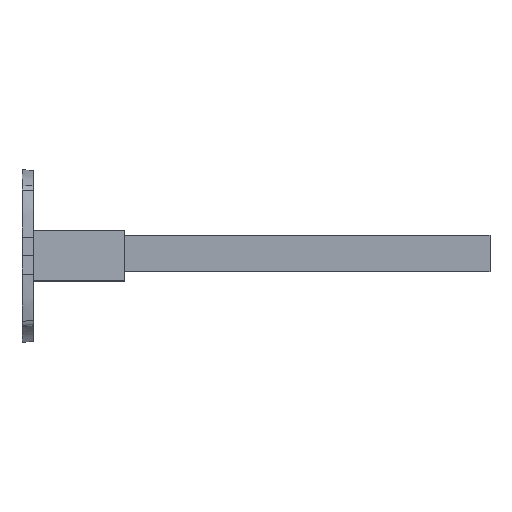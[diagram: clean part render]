
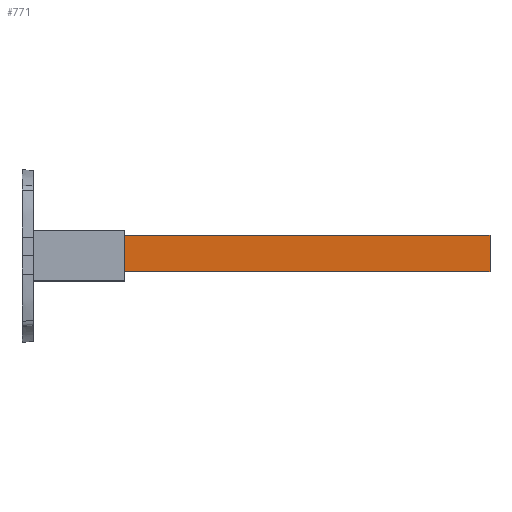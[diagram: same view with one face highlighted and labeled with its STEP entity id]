
A CAD part, top view. The second image highlights one B-rep face of the part: STEP entity #771.
In plain terms, the highlighted planar face has unit normal (0, -0.028, 1).
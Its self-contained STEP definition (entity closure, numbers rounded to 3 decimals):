
#81=FACE_OUTER_BOUND('',#125,.T.);
#125=EDGE_LOOP('',(#546,#547,#548,#549,#550));
#182=LINE('',#1042,#247);
#206=LINE('',#1097,#271);
#207=LINE('',#1101,#272);
#208=LINE('',#1102,#273);
#209=LINE('',#1103,#274);
#247=VECTOR('',#875,10.);
#271=VECTOR('',#921,10.);
#272=VECTOR('',#924,10.);
#273=VECTOR('',#925,10.);
#274=VECTOR('',#926,10.);
#312=VERTEX_POINT('',#1040);
#313=VERTEX_POINT('',#1041);
#333=VERTEX_POINT('',#1092);
#334=VERTEX_POINT('',#1099);
#335=VERTEX_POINT('',#1100);
#389=EDGE_CURVE('',#312,#313,#182,.T.);
#417=EDGE_CURVE('',#333,#312,#206,.T.);
#418=EDGE_CURVE('',#334,#335,#207,.T.);
#419=EDGE_CURVE('',#334,#313,#208,.T.);
#420=EDGE_CURVE('',#335,#333,#209,.T.);
#546=ORIENTED_EDGE('',*,*,#418,.F.);
#547=ORIENTED_EDGE('',*,*,#419,.T.);
#548=ORIENTED_EDGE('',*,*,#389,.F.);
#549=ORIENTED_EDGE('',*,*,#417,.F.);
#550=ORIENTED_EDGE('',*,*,#420,.F.);
#743=PLANE('',#833);
#771=ADVANCED_FACE('',(#81),#743,.T.);
#833=AXIS2_PLACEMENT_3D('',#1098,#922,#923);
#875=DIRECTION('',(0.,-1.,-0.028));
#921=DIRECTION('',(1.,0.,0.));
#922=DIRECTION('center_axis',(0.,-0.028,1.));
#923=DIRECTION('ref_axis',(0.,-1.,-0.028));
#924=DIRECTION('',(0.,1.,0.028));
#925=DIRECTION('',(1.,0.,0.));
#926=DIRECTION('',(1.,0.,0.));
#1040=CARTESIAN_POINT('',(200.,54.5,42.5));
#1041=CARTESIAN_POINT('',(200.,38.5,42.056));
#1042=CARTESIAN_POINT('',(200.,54.5,42.5));
#1092=CARTESIAN_POINT('',(40.,54.5,42.5));
#1097=CARTESIAN_POINT('',(0.,54.5,42.5));
#1098=CARTESIAN_POINT('Origin',(0.,54.5,42.5));
#1099=CARTESIAN_POINT('',(0.,38.5,42.056));
#1100=CARTESIAN_POINT('',(0.,54.5,42.5));
#1101=CARTESIAN_POINT('',(0.,49.906,42.372));
#1102=CARTESIAN_POINT('',(0.,38.5,42.056));
#1103=CARTESIAN_POINT('',(0.,54.5,42.5));
